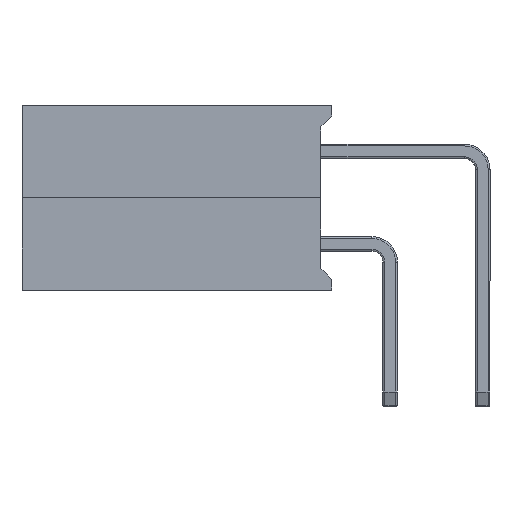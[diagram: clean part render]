
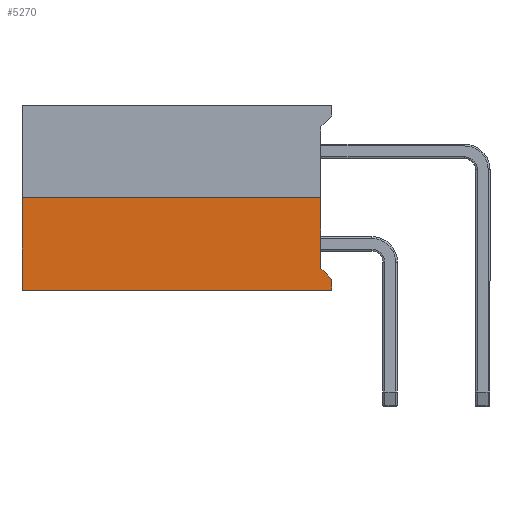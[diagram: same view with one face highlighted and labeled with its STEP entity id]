
A CAD part, left-side view. The second image highlights one B-rep face of the part: STEP entity #5270.
In plain terms, the highlighted planar face has unit normal (-1, 0, 0).
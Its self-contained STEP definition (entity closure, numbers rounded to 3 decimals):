
#235=PLANE('',#5849);
#486=FACE_OUTER_BOUND('',#813,.T.);
#813=EDGE_LOOP('',(#3991,#3992,#3993,#3994,#3995,#3996));
#1175=LINE('',#8807,#1559);
#1179=LINE('',#8814,#1563);
#1190=LINE('',#8838,#1574);
#1193=LINE('',#8844,#1577);
#1194=LINE('',#8846,#1578);
#1195=LINE('',#8847,#1579);
#1559=VECTOR('',#7084,10.);
#1563=VECTOR('',#7090,10.);
#1574=VECTOR('',#7113,10.);
#1577=VECTOR('',#7118,10.);
#1578=VECTOR('',#7119,10.);
#1579=VECTOR('',#7120,10.);
#2263=VERTEX_POINT('',#8804);
#2264=VERTEX_POINT('',#8806);
#2266=VERTEX_POINT('',#8812);
#2273=VERTEX_POINT('',#8837);
#2275=VERTEX_POINT('',#8843);
#2276=VERTEX_POINT('',#8845);
#2847=EDGE_CURVE('',#2263,#2264,#1175,.T.);
#2851=EDGE_CURVE('',#2263,#2266,#1179,.T.);
#2864=EDGE_CURVE('',#2273,#2264,#1190,.T.);
#2867=EDGE_CURVE('',#2266,#2275,#1193,.T.);
#2868=EDGE_CURVE('',#2276,#2275,#1194,.T.);
#2869=EDGE_CURVE('',#2273,#2276,#1195,.T.);
#3991=ORIENTED_EDGE('',*,*,#2851,.T.);
#3992=ORIENTED_EDGE('',*,*,#2867,.T.);
#3993=ORIENTED_EDGE('',*,*,#2868,.F.);
#3994=ORIENTED_EDGE('',*,*,#2869,.F.);
#3995=ORIENTED_EDGE('',*,*,#2864,.T.);
#3996=ORIENTED_EDGE('',*,*,#2847,.F.);
#5270=ADVANCED_FACE('',(#486),#235,.T.);
#5849=AXIS2_PLACEMENT_3D('',#8842,#7116,#7117);
#7084=DIRECTION('',(0.,-0.707,-0.707));
#7090=DIRECTION('',(0.,0.,1.));
#7113=DIRECTION('',(0.,0.,1.));
#7116=DIRECTION('center_axis',(-1.,0.,0.));
#7117=DIRECTION('ref_axis',(0.,0.,
1.));
#7118=DIRECTION('',(0.,1.,0.));
#7119=DIRECTION('',(0.,0.,1.));
#7120=DIRECTION('',(0.,1.,0.));
#8804=CARTESIAN_POINT('',(-1.27,1.9,0.6));
#8806=CARTESIAN_POINT('',(-1.27,1.6,0.3));
#8807=CARTESIAN_POINT('',(-1.27,1.6,0.3));
#8812=CARTESIAN_POINT('',(-1.27,1.9,2.54));
#8814=CARTESIAN_POINT('',(-1.27,1.9,0.635));
#8837=CARTESIAN_POINT('',(-1.27,1.6,0.));
#8838=CARTESIAN_POINT('',(-1.27,1.6,0.));
#8842=CARTESIAN_POINT('Origin',(-1.27,1.6,0.));
#8843=CARTESIAN_POINT('',(-1.27,10.1,2.54));
#8844=CARTESIAN_POINT('',(-1.27,1.6,2.54));
#8845=CARTESIAN_POINT('',(-1.27,10.1,0.));
#8846=CARTESIAN_POINT('',(-1.27,10.1,0.));
#8847=CARTESIAN_POINT('',(-1.27,1.6,0.));
